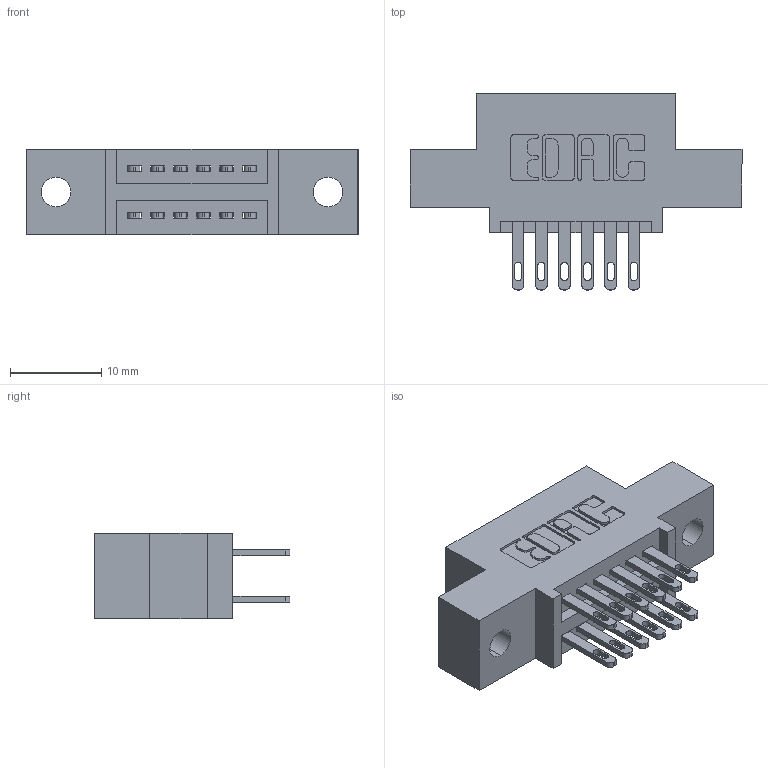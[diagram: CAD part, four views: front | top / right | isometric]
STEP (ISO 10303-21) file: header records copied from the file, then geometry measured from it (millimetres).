
FILE_DESCRIPTION (( 'STEP AP203' ), '1' );
FILE_NAME ('345-012-500-502.STEP', '2018-08-18T00:39:35', ( '' ), ( '' ), 'SwSTEP 2.0', 'SolidWorks 2016', '' );
FILE_SCHEMA (( 'CONFIG_CONTROL_DESIGN' ));
Length unit declared in the file: inch
Products named in the file (3): 345 Part_0.110 Offset - 0.128 Dia; 345-292-001_345-293-100; 345-012-500-502
Assembly tree (13 placements, depth 2):
  345-012-500-502
    345 Part_0.110 Offset - 0.128 Dia
    345-292-001_345-293-100  x12
Bounding box: 36.45 x 21.51 x 9.4 mm (x, y, z)
Volume: 3133.1 mm3; surface area: 3876.6 mm2
Topology: 13 solids, 13 shells, 682 faces, 2045 edges, 1362 vertices
Faces by surface type: plane 408, cylinder 274
Entity records: 9619 total; most frequent: CARTESIAN_POINT 1648, ORIENTED_EDGE 1582, DIRECTION 1499, EDGE_CURVE 791, LINE 631, VECTOR 631, VERTEX_POINT 526, AXIS2_PLACEMENT_3D 434
